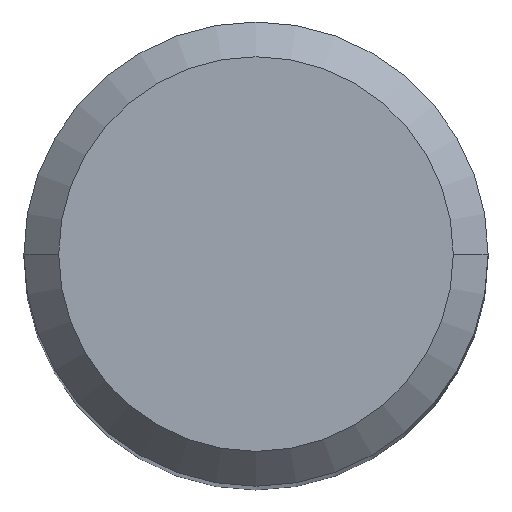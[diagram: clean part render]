
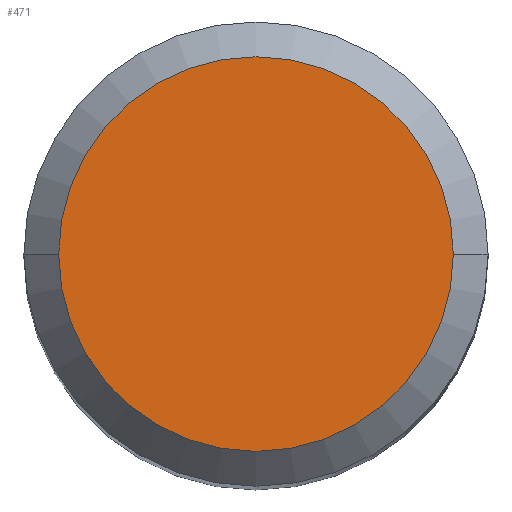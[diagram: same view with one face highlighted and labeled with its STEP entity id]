
A CAD part, top view. The second image highlights one B-rep face of the part: STEP entity #471.
In plain terms, the highlighted planar face has unit normal (0, 0, 1).
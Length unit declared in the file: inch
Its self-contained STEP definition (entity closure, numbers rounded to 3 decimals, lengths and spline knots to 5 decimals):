
#52 = FACE_OUTER_BOUND ( 'NONE', #355, .T. ) ;
#56 = DIRECTION ( 'NONE',  ( 1., 0., 0. ) ) ;
#59 = DIRECTION ( 'NONE',  ( 0., 0., 1. ) ) ;
#78 = AXIS2_PLACEMENT_3D ( 'NONE', #81, #380, #227 ) ;
#81 = CARTESIAN_POINT ( 'NONE',  ( 0., 0., 0. ) ) ;
#131 = CIRCLE ( 'NONE', #454, 0.13281 ) ;
#143 = DIRECTION ( 'NONE',  ( 0., 0., -1. ) ) ;
#149 = PLANE ( 'NONE',  #420 ) ;
#159 = ORIENTED_EDGE ( 'NONE', *, *, #385, .T. ) ;
#173 = EDGE_CURVE ( 'NONE', #481, #491, #193, .T. ) ;
#193 = CIRCLE ( 'NONE', #78, 0.13281 ) ;
#214 = DIRECTION ( 'NONE',  ( -1., 0., 0. ) ) ;
#227 = DIRECTION ( 'NONE',  ( 1., 0., 0. ) ) ;
#259 = CARTESIAN_POINT ( 'NONE',  ( 0., 0., 0. ) ) ;
#315 = ORIENTED_EDGE ( 'NONE', *, *, #173, .T. ) ;
#355 = EDGE_LOOP ( 'NONE', ( #315, #159 ) ) ;
#380 = DIRECTION ( 'NONE',  ( 0., 0., 1. ) ) ;
#385 = EDGE_CURVE ( 'NONE', #491, #481, #131, .T. ) ;
#420 = AXIS2_PLACEMENT_3D ( 'NONE', #259, #143, #214 ) ;
#436 = CARTESIAN_POINT ( 'NONE',  ( 0.13281, 0., 0. ) ) ;
#443 = CARTESIAN_POINT ( 'NONE',  ( -0.13281, 0., 0. ) ) ;
#450 = CARTESIAN_POINT ( 'NONE',  ( 0., 0., 0. ) ) ;
#454 = AXIS2_PLACEMENT_3D ( 'NONE', #450, #59, #56 ) ;
#471 = ADVANCED_FACE ( 'NONE', ( #52 ), #149, .F. ) ;
#481 = VERTEX_POINT ( 'NONE', #443 ) ;
#491 = VERTEX_POINT ( 'NONE', #436 ) ;
